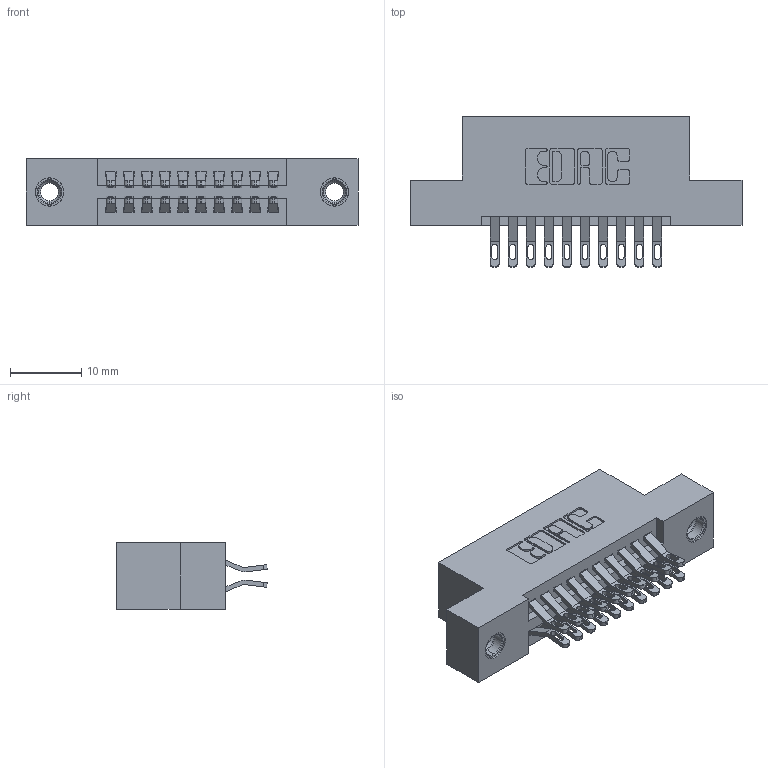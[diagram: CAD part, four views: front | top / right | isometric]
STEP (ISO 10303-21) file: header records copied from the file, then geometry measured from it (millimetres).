
FILE_DESCRIPTION (( 'STEP AP203' ), '1' );
FILE_NAME ('395-020-555-207.STEP', '2019-10-15T21:43:51', ( '' ), ( '' ), 'SwSTEP 2.0', 'SolidWorks 2016', '' );
FILE_SCHEMA (( 'CONFIG_CONTROL_DESIGN' ));
Length unit declared in the file: inch
Products named in the file (4): 345-292-001_555 Tail; 345-250-001_345-250-005-103; 395-020-555-207; 345 Part_Flush Mounting Lugs - 0.156 Dia-TI
Assembly tree (23 placements, depth 2):
  395-020-555-207
    345 Part_Flush Mounting Lugs - 0.156 Dia-TI
    345-292-001_555 Tail  x20
    345-250-001_345-250-005-103  x2
Bounding box: 46.61 x 21.13 x 9.4 mm (x, y, z)
Volume: 4275.1 mm3; surface area: 5929.2 mm2
Topology: 23 solids, 23 shells, 1306 faces, 4017 edges, 2670 vertices
Faces by surface type: plane 732, cylinder 558, cone 12, torus 4
Entity records: 13666 total; most frequent: CARTESIAN_POINT 2337, ORIENTED_EDGE 2234, DIRECTION 2095, EDGE_CURVE 1117, LINE 905, VECTOR 905, VERTEX_POINT 740, AXIS2_PLACEMENT_3D 595
